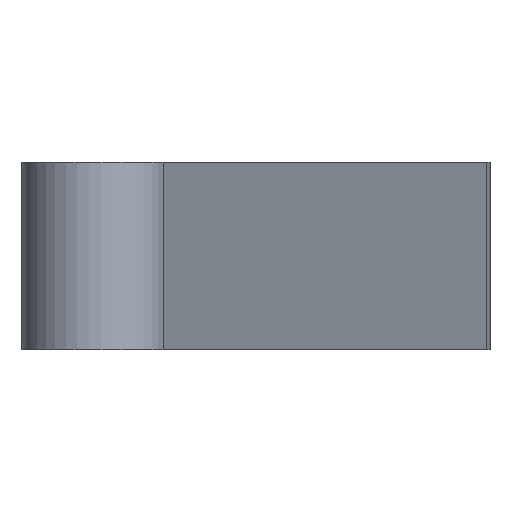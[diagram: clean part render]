
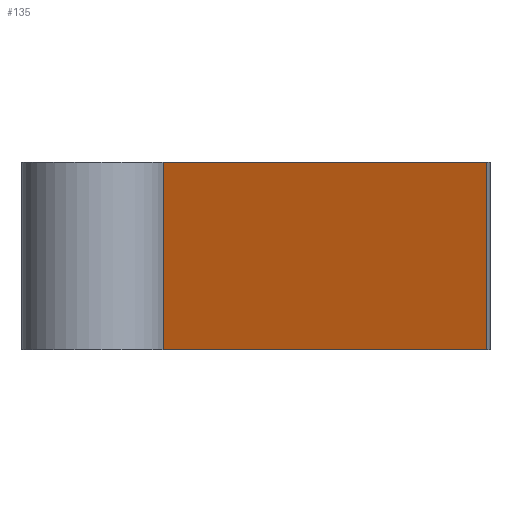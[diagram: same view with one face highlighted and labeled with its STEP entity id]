
A CAD part, front view. The second image highlights one B-rep face of the part: STEP entity #135.
In plain terms, the highlighted planar face has unit normal (0.951, -0.309, 0).
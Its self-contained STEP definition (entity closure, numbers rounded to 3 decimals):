
#15=PLANE('',#161);
#21=FACE_OUTER_BOUND('',#29,.T.);
#29=EDGE_LOOP('',(#101,#102,#103,#104));
#37=LINE('',#230,#47);
#38=LINE('',#233,#48);
#39=LINE('',#235,#49);
#40=LINE('',#236,#50);
#47=VECTOR('',#187,10.);
#48=VECTOR('',#190,10.);
#49=VECTOR('',#191,10.);
#50=VECTOR('',#192,10.);
#67=VERTEX_POINT('',#226);
#68=VERTEX_POINT('',#228);
#69=VERTEX_POINT('',#232);
#70=VERTEX_POINT('',#234);
#81=EDGE_CURVE('',#67,#68,#37,.T.);
#82=EDGE_CURVE('',#69,#67,#38,.T.);
#83=EDGE_CURVE('',#70,#68,#39,.T.);
#84=EDGE_CURVE('',#69,#70,#40,.T.);
#101=ORIENTED_EDGE('',*,*,#82,.T.);
#102=ORIENTED_EDGE('',*,*,#81,.T.);
#103=ORIENTED_EDGE('',*,*,#83,.F.);
#104=ORIENTED_EDGE('',*,*,#84,.F.);
#135=ADVANCED_FACE('',(#21),#15,.T.);
#161=AXIS2_PLACEMENT_3D('',#231,#188,#189);
#187=DIRECTION('',(0.,0.,1.));
#188=DIRECTION('center_axis',(0.951,-0.309,0.));
#189=DIRECTION('ref_axis',(0.309,0.951,0.));
#190=DIRECTION('',(0.309,0.951,0.));
#191=DIRECTION('',(0.309,0.951,0.));
#192=DIRECTION('',(0.,0.,1.));
#226=CARTESIAN_POINT('',(27.993,96.672,0.));
#228=CARTESIAN_POINT('',(27.993,96.672,10.));
#230=CARTESIAN_POINT('',(27.993,96.672,0.));
#231=CARTESIAN_POINT('Origin',(10.762,43.638,0.));
#232=CARTESIAN_POINT('',(10.762,43.638,0.));
#233=CARTESIAN_POINT('',(10.762,43.638,0.));
#234=CARTESIAN_POINT('',(10.762,43.638,10.));
#235=CARTESIAN_POINT('',(10.762,43.638,10.));
#236=CARTESIAN_POINT('',(10.762,43.638,0.));
